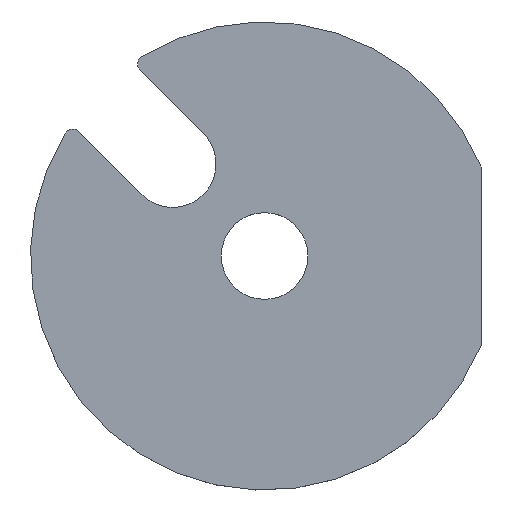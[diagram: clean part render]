
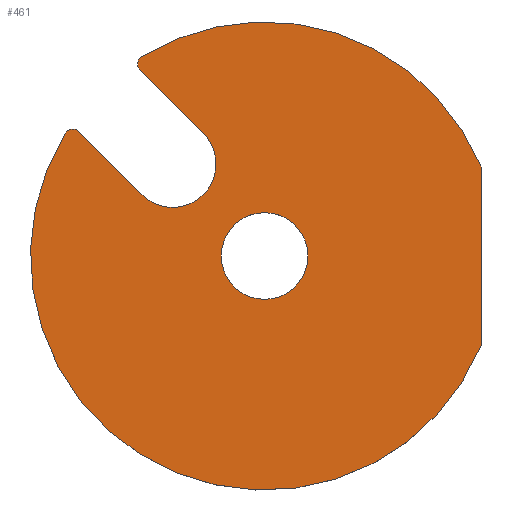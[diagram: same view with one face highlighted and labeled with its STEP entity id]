
A CAD part, top view. The second image highlights one B-rep face of the part: STEP entity #461.
In plain terms, the highlighted planar face has unit normal (0, 0, 1).
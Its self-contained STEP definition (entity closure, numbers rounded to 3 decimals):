
#73=CARTESIAN_POINT('',(10.0,0.,6.));
#74=VERTEX_POINT('',#73);
#75=CARTESIAN_POINT('',(0.0,0.0,6.));
#76=DIRECTION('',(0.0,0.0,-1.0));
#77=DIRECTION('',(-1.0,0.0,0.0));
#78=AXIS2_PLACEMENT_3D('',#75,#76,#77);
#79=CIRCLE('',#78,10.0);
#80=EDGE_CURVE('',#74,#74,#79,.T.);
#101=CARTESIAN_POINT('',(-28.284,14.142,6.));
#102=VERTEX_POINT('',#101);
#103=CARTESIAN_POINT('',(-14.142,28.284,6.));
#104=VERTEX_POINT('',#103);
#105=CARTESIAN_POINT('',(-21.213,21.213,6.));
#106=DIRECTION('',(0.0,0.0,1.0));
#107=DIRECTION('',(0.707,0.707,0.0));
#108=AXIS2_PLACEMENT_3D('',#105,#106,#107);
#109=CIRCLE('',#108,10.0);
#110=EDGE_CURVE('',#102,#104,#109,.T.);
#143=CARTESIAN_POINT('',(-28.706,42.848,6.));
#144=VERTEX_POINT('',#143);
#145=CARTESIAN_POINT('',(-14.142,28.284,6.));
#146=DIRECTION('',(-0.707,0.707,0.0));
#147=VECTOR('',#146,20.596);
#148=LINE('',#145,#147);
#149=EDGE_CURVE('',#104,#144,#148,.T.);
#174=CARTESIAN_POINT('',(-28.341,45.965,6.));
#175=VERTEX_POINT('',#174);
#176=CARTESIAN_POINT('',(-27.292,44.262,6.));
#177=DIRECTION('',(0.0,0.0,-1.0));
#178=DIRECTION('',(-0.525,0.851,0.0));
#179=AXIS2_PLACEMENT_3D('',#176,#177,#178);
#180=CIRCLE('',#179,2.);
#181=EDGE_CURVE('',#144,#175,#180,.T.);
#207=CARTESIAN_POINT('',(49.846,20.769,6.));
#208=VERTEX_POINT('',#207);
#209=CARTESIAN_POINT('',(0.0,0.0,6.));
#210=DIRECTION('',(0.0,0.0,-1.0));
#211=DIRECTION('',(0.923,0.385,0.0));
#212=AXIS2_PLACEMENT_3D('',#209,#210,#211);
#213=CIRCLE('',#212,54.);
#214=EDGE_CURVE('',#175,#208,#213,.T.);
#240=CARTESIAN_POINT('',(50.0,20.,6.));
#241=VERTEX_POINT('',#240);
#242=CARTESIAN_POINT('',(48.,20.,6.));
#243=DIRECTION('',(0.0,0.0,-1.0));
#244=DIRECTION('',(1.0,0.0,0.0));
#245=AXIS2_PLACEMENT_3D('',#242,#243,#244);
#246=CIRCLE('',#245,2.);
#247=EDGE_CURVE('',#208,#241,#246,.T.);
#273=CARTESIAN_POINT('',(50.0,-20.,6.));
#274=VERTEX_POINT('',#273);
#275=CARTESIAN_POINT('',(50.0,20.,6.));
#276=DIRECTION('',(0.0,-1.0,0.0));
#277=VECTOR('',#276,40.);
#278=LINE('',#275,#277);
#279=EDGE_CURVE('',#241,#274,#278,.T.);
#304=CARTESIAN_POINT('',(49.846,-20.769,6.));
#305=VERTEX_POINT('',#304);
#306=CARTESIAN_POINT('',(48.,-20.,6.));
#307=DIRECTION('',(0.0,0.0,-1.0));
#308=DIRECTION('',(0.923,-0.385,0.0));
#309=AXIS2_PLACEMENT_3D('',#306,#307,#308);
#310=CIRCLE('',#309,2.);
#311=EDGE_CURVE('',#274,#305,#310,.T.);
#337=CARTESIAN_POINT('',(-45.965,28.341,6.));
#338=VERTEX_POINT('',#337);
#339=CARTESIAN_POINT('',(0.0,0.0,6.));
#340=DIRECTION('',(0.0,0.0,-1.0));
#341=DIRECTION('',(-0.851,0.525,0.0));
#342=AXIS2_PLACEMENT_3D('',#339,#340,#341);
#343=CIRCLE('',#342,54.);
#344=EDGE_CURVE('',#305,#338,#343,.T.);
#370=CARTESIAN_POINT('',(-42.848,28.706,6.));
#371=VERTEX_POINT('',#370);
#372=CARTESIAN_POINT('',(-44.262,27.292,6.));
#373=DIRECTION('',(0.0,0.0,-1.0));
#374=DIRECTION('',(0.707,0.707,0.0));
#375=AXIS2_PLACEMENT_3D('',#372,#373,#374);
#376=CIRCLE('',#375,2.);
#377=EDGE_CURVE('',#338,#371,#376,.T.);
#403=CARTESIAN_POINT('',(-42.848,28.706,6.));
#404=DIRECTION('',(0.707,-0.707,0.0));
#405=VECTOR('',#404,20.596);
#406=LINE('',#403,#405);
#407=EDGE_CURVE('',#371,#102,#406,.T.);
#441=CARTESIAN_POINT('',(-2.37,3.793,6.));
#442=DIRECTION('',(0.0,0.0,1.0));
#443=DIRECTION('',(1.0,0.0,0.0));
#444=AXIS2_PLACEMENT_3D('',#441,#442,#443);
#445=PLANE('',#444);
#446=ORIENTED_EDGE('',*,*,#110,.F.);
#447=ORIENTED_EDGE('',*,*,#407,.F.);
#448=ORIENTED_EDGE('',*,*,#377,.F.);
#449=ORIENTED_EDGE('',*,*,#344,.F.);
#450=ORIENTED_EDGE('',*,*,#311,.F.);
#451=ORIENTED_EDGE('',*,*,#279,.F.);
#452=ORIENTED_EDGE('',*,*,#247,.F.);
#453=ORIENTED_EDGE('',*,*,#214,.F.);
#454=ORIENTED_EDGE('',*,*,#181,.F.);
#455=ORIENTED_EDGE('',*,*,#149,.F.);
#456=EDGE_LOOP('',(#446,#447,#448,#449,#450,#451,#452,#453,#454,#455));
#457=FACE_OUTER_BOUND('',#456,.T.);
#458=ORIENTED_EDGE('',*,*,#80,.T.);
#459=EDGE_LOOP('',(#458));
#460=FACE_BOUND('',#459,.T.);
#461=ADVANCED_FACE('',(#457,#460),#445,.T.);
